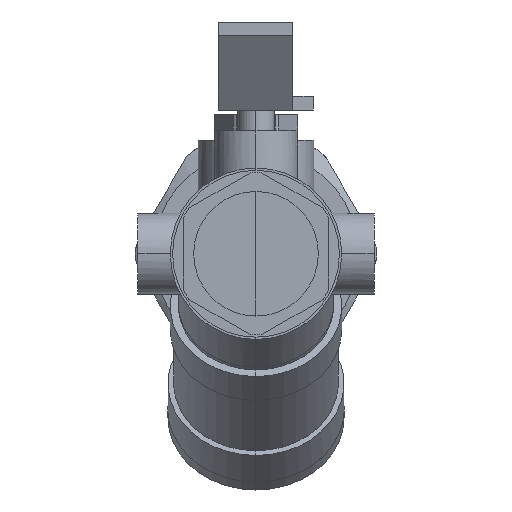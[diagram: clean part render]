
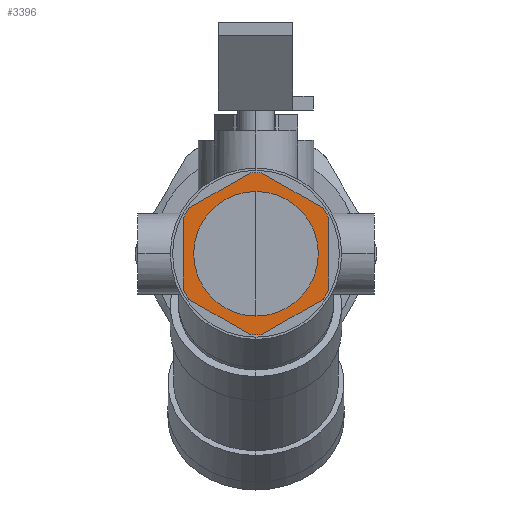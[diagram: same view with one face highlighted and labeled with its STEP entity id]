
A CAD part, left-side view. The second image highlights one B-rep face of the part: STEP entity #3396.
In plain terms, the highlighted planar face has unit normal (-1, 0, 0).
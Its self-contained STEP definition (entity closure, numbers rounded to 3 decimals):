
#40=FACE_BOUND('',#539,.T.);
#185=PLANE('',#3671);
#328=FACE_OUTER_BOUND('',#538,.T.);
#538=EDGE_LOOP('',(#2526,#2527,#2528,#2529,#2530,#2531,#2532,#2533,#2534,
#2535,#2536,#2537,#2538,#2539));
#539=EDGE_LOOP('',(#2540,#2541));
#761=LINE('',#5619,#1018);
#763=LINE('',#5622,#1020);
#765=LINE('',#5625,#1022);
#767=LINE('',#5628,#1024);
#769=LINE('',#5631,#1026);
#771=LINE('',#5634,#1028);
#1018=VECTOR('',#4248,304.8);
#1020=VECTOR('',#4252,304.8);
#1022=VECTOR('',#4256,304.8);
#1024=VECTOR('',#4260,304.8);
#1026=VECTOR('',#4264,304.8);
#1028=VECTOR('',#4268,304.8);
#1195=CIRCLE('',#3543,13.45);
#1197=CIRCLE('',#3546,13.45);
#1244=CIRCLE('',#3650,17.5);
#1245=CIRCLE('',#3652,17.5);
#1246=CIRCLE('',#3654,17.5);
#1247=CIRCLE('',#3656,17.5);
#1248=CIRCLE('',#3658,17.5);
#1249=CIRCLE('',#3660,17.5);
#1250=CIRCLE('',#3662,17.5);
#1251=CIRCLE('',#3664,17.5);
#1351=VERTEX_POINT('',#4927);
#1352=VERTEX_POINT('',#4929);
#1455=VERTEX_POINT('',#5574);
#1456=VERTEX_POINT('',#5576);
#1457=VERTEX_POINT('',#5580);
#1458=VERTEX_POINT('',#5582);
#1459=VERTEX_POINT('',#5586);
#1460=VERTEX_POINT('',#5588);
#1461=VERTEX_POINT('',#5592);
#1462=VERTEX_POINT('',#5594);
#1463=VERTEX_POINT('',#5598);
#1464=VERTEX_POINT('',#5600);
#1465=VERTEX_POINT('',#5604);
#1466=VERTEX_POINT('',#5606);
#1467=VERTEX_POINT('',#5610);
#1468=VERTEX_POINT('',#5614);
#1678=EDGE_CURVE('',#1352,#1351,#1195,.T.);
#1681=EDGE_CURVE('',#1351,#1352,#1197,.T.);
#1827=EDGE_CURVE('',#1456,#1455,#1244,.T.);
#1830=EDGE_CURVE('',#1458,#1457,#1245,.T.);
#1833=EDGE_CURVE('',#1460,#1459,#1246,.T.);
#1837=EDGE_CURVE('',#1461,#1462,#1247,.T.);
#1839=EDGE_CURVE('',#1464,#1463,#1248,.T.);
#1842=EDGE_CURVE('',#1466,#1465,#1249,.T.);
#1845=EDGE_CURVE('',#1459,#1467,#1250,.T.);
#1846=EDGE_CURVE('',#1468,#1461,#1251,.T.);
#1849=EDGE_CURVE('',#1462,#1456,#761,.T.);
#1851=EDGE_CURVE('',#1455,#1458,#763,.T.);
#1853=EDGE_CURVE('',#1457,#1460,#765,.T.);
#1855=EDGE_CURVE('',#1467,#1464,#767,.T.);
#1857=EDGE_CURVE('',#1463,#1466,#769,.T.);
#1859=EDGE_CURVE('',#1465,#1468,#771,.T.);
#2526=ORIENTED_EDGE('',*,*,#1849,.T.);
#2527=ORIENTED_EDGE('',*,*,#1827,.T.);
#2528=ORIENTED_EDGE('',*,*,#1851,.T.);
#2529=ORIENTED_EDGE('',*,*,#1830,.T.);
#2530=ORIENTED_EDGE('',*,*,#1853,.T.);
#2531=ORIENTED_EDGE('',*,*,#1833,.T.);
#2532=ORIENTED_EDGE('',*,*,#1845,.T.);
#2533=ORIENTED_EDGE('',*,*,#1855,.T.);
#2534=ORIENTED_EDGE('',*,*,#1839,.T.);
#2535=ORIENTED_EDGE('',*,*,#1857,.T.);
#2536=ORIENTED_EDGE('',*,*,#1842,.T.);
#2537=ORIENTED_EDGE('',*,*,#1859,.T.);
#2538=ORIENTED_EDGE('',*,*,#1846,.T.);
#2539=ORIENTED_EDGE('',*,*,#1837,.T.);
#2540=ORIENTED_EDGE('',*,*,#1681,.T.);
#2541=ORIENTED_EDGE('',*,*,#1678,.T.);
#3396=ADVANCED_FACE('',(#328,#40),#185,.T.);
#3543=AXIS2_PLACEMENT_3D('',#4930,#3922,#3923);
#3546=AXIS2_PLACEMENT_3D('',#4934,#3929,#3930);
#3650=AXIS2_PLACEMENT_3D('',#5577,#4202,#4203);
#3652=AXIS2_PLACEMENT_3D('',#5583,#4208,#4209);
#3654=AXIS2_PLACEMENT_3D('',#5589,#4214,#4215);
#3656=AXIS2_PLACEMENT_3D('',#5596,#4221,#4222);
#3658=AXIS2_PLACEMENT_3D('',#5601,#4226,#4227);
#3660=AXIS2_PLACEMENT_3D('',#5607,#4232,#4233);
#3662=AXIS2_PLACEMENT_3D('',#5612,#4238,#4239);
#3664=AXIS2_PLACEMENT_3D('',#5615,#4242,#4243);
#3671=AXIS2_PLACEMENT_3D('',#5635,#4269,#4270);
#3922=DIRECTION('center_axis',(1.,0.,0.));
#3923=DIRECTION('ref_axis',(0.,0.,1.));
#3929=DIRECTION('center_axis',(1.,0.,0.));
#3930=DIRECTION('ref_axis',(0.,0.,1.));
#4202=DIRECTION('center_axis',(-1.,0.,0.));
#4203=DIRECTION('ref_axis',(0.,0.,
1.));
#4208=DIRECTION('center_axis',(-1.,0.,0.));
#4209=DIRECTION('ref_axis',(0.,0.,
1.));
#4214=DIRECTION('center_axis',(-1.,0.,0.));
#4215=DIRECTION('ref_axis',(0.,0.,1.));
#4221=DIRECTION('center_axis',(-1.,0.,0.));
#4222=DIRECTION('ref_axis',(0.,-0.073,-0.997));
#4226=DIRECTION('center_axis',(-1.,0.,0.));
#4227=DIRECTION('ref_axis',(0.,0.,
1.));
#4232=DIRECTION('center_axis',(-1.,0.,0.));
#4233=DIRECTION('ref_axis',(0.,0.,
1.));
#4238=DIRECTION('center_axis',(-1.,0.,0.));
#4239=DIRECTION('ref_axis',(0.,0.073,0.997));
#4242=DIRECTION('center_axis',(-1.,0.,0.));
#4243=DIRECTION('ref_axis',(0.,0.,-1.));
#4248=DIRECTION('',(0.,-0.866,0.5));
#4252=DIRECTION('',(0.,0.,1.));
#4256=DIRECTION('',(0.,0.866,0.5));
#4260=DIRECTION('',(0.,0.866,-0.5));
#4264=DIRECTION('',(0.,0.,-1.));
#4268=DIRECTION('',(0.,-0.866,-0.5));
#4269=DIRECTION('center_axis',(-1.,0.,0.));
#4270=DIRECTION('ref_axis',(0.,-0.866,-0.5));
#4927=CARTESIAN_POINT('',(-52.361,0.,-13.45));
#4929=CARTESIAN_POINT('',(-52.361,0.,13.45));
#4930=CARTESIAN_POINT('Origin',(-52.361,0.,
0.));
#4934=CARTESIAN_POINT('Origin',(-52.361,0.,
0.));
#5574=CARTESIAN_POINT('',(-52.361,-15.75,-7.628));
#5576=CARTESIAN_POINT('',(-52.361,-14.481,-9.826));
#5577=CARTESIAN_POINT('Origin',(-52.361,0.,
0.));
#5580=CARTESIAN_POINT('',(-52.361,-14.481,9.826));
#5582=CARTESIAN_POINT('',(-52.361,-15.75,7.628));
#5583=CARTESIAN_POINT('Origin',(-52.361,0.,
0.));
#5586=CARTESIAN_POINT('',(-52.361,0.,17.5));
#5588=CARTESIAN_POINT('',(-52.361,-1.269,17.454));
#5589=CARTESIAN_POINT('Origin',(-52.361,0.,
0.));
#5592=CARTESIAN_POINT('',(-52.361,0.,-17.5));
#5594=CARTESIAN_POINT('',(-52.361,-1.269,-17.454));
#5596=CARTESIAN_POINT('Origin',(-52.361,0.,
0.));
#5598=CARTESIAN_POINT('',(-52.361,15.75,7.628));
#5600=CARTESIAN_POINT('',(-52.361,14.481,9.826));
#5601=CARTESIAN_POINT('Origin',(-52.361,0.,
0.));
#5604=CARTESIAN_POINT('',(-52.361,14.481,-9.826));
#5606=CARTESIAN_POINT('',(-52.361,15.75,-7.628));
#5607=CARTESIAN_POINT('Origin',(-52.361,0.,
0.));
#5610=CARTESIAN_POINT('',(-52.361,1.269,17.454));
#5612=CARTESIAN_POINT('Origin',(-52.361,0.,
0.));
#5614=CARTESIAN_POINT('',(-52.361,1.269,-17.454));
#5615=CARTESIAN_POINT('Origin',(-52.361,0.,
0.));
#5619=CARTESIAN_POINT('',(-52.361,-1.269,-17.454));
#5622=CARTESIAN_POINT('',(-52.361,-15.75,-7.628));
#5625=CARTESIAN_POINT('',(-52.361,-14.481,9.826));
#5628=CARTESIAN_POINT('',(-52.361,1.269,17.454));
#5631=CARTESIAN_POINT('',(-52.361,15.75,7.628));
#5634=CARTESIAN_POINT('',(-52.361,14.481,-9.826));
#5635=CARTESIAN_POINT('Origin',(-52.361,0.,
-18.187));
